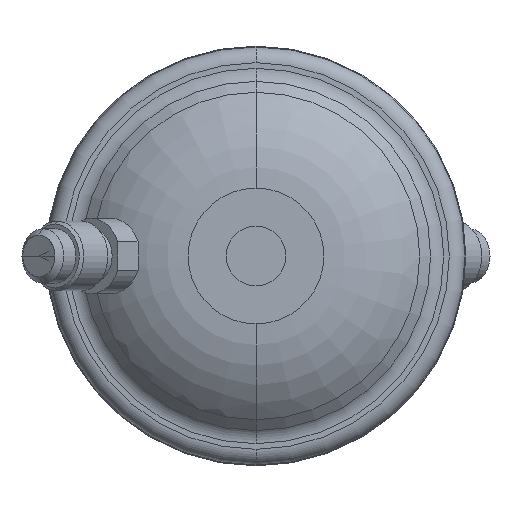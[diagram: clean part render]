
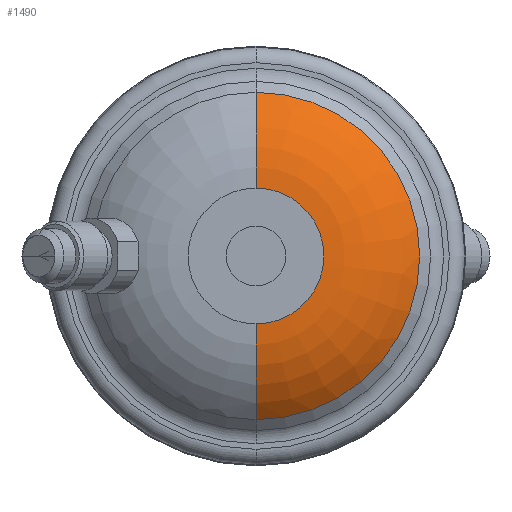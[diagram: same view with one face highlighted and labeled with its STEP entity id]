
A CAD part, left-side view. The second image highlights one B-rep face of the part: STEP entity #1490.
In plain terms, the highlighted toroidal (fillet/blend) face has major radius 10.84 mm and minor radius 22 mm.
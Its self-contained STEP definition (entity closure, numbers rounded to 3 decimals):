
#7 = DIRECTION ( 'NONE',  ( 0., 0., -1. ) ) ;
#55 = CARTESIAN_POINT ( 'NONE',  ( -32.825, 0., 0. ) ) ;
#197 = CARTESIAN_POINT ( 'NONE',  ( -17., 0., 0. ) ) ;
#260 = AXIS2_PLACEMENT_3D ( 'NONE', #197, #2407, #7 ) ;
#262 = VERTEX_POINT ( 'NONE', #417 ) ;
#338 = CIRCLE ( 'NONE', #2187, 26.123 ) ;
#416 = DIRECTION ( 'NONE',  ( 0., 0., -1. ) ) ;
#417 = CARTESIAN_POINT ( 'NONE',  ( -32.825, 0., -26.123 ) ) ;
#421 = CIRCLE ( 'NONE', #790, 10.84 ) ;
#472 = VERTEX_POINT ( 'NONE', #1631 ) ;
#510 = CARTESIAN_POINT ( 'NONE',  ( -39., 0., -10.84 ) ) ;
#605 = CARTESIAN_POINT ( 'NONE',  ( -17., 0., -10.84 ) ) ;
#757 = EDGE_CURVE ( 'NONE', #472, #2642, #2496, .T. ) ;
#790 = AXIS2_PLACEMENT_3D ( 'NONE', #1295, #1985, #1761 ) ;
#901 = ORIENTED_EDGE ( 'NONE', *, *, #1255, .T. ) ;
#1221 = CARTESIAN_POINT ( 'NONE',  ( -17., 0., 10.84 ) ) ;
#1222 = EDGE_LOOP ( 'NONE', ( #1916, #1430, #901, #2703 ) ) ;
#1255 = EDGE_CURVE ( 'NONE', #1929, #262, #1438, .T. ) ;
#1295 = CARTESIAN_POINT ( 'NONE',  ( -39., 0., 0. ) ) ;
#1384 = DIRECTION ( 'NONE',  ( 0., 0., -1. ) ) ;
#1430 = ORIENTED_EDGE ( 'NONE', *, *, #2320, .T. ) ;
#1438 = CIRCLE ( 'NONE', #1808, 22. ) ;
#1490 = ADVANCED_FACE ( 'NONE', ( #1810 ), #1652, .T. ) ;
#1495 = DIRECTION ( 'NONE',  ( 0., -1., 0. ) ) ;
#1631 = CARTESIAN_POINT ( 'NONE',  ( -39., 0., 10.84 ) ) ;
#1652 = TOROIDAL_SURFACE ( 'NONE', #260, 10.84, 22. ) ;
#1700 = DIRECTION ( 'NONE',  ( 0., 0., 1. ) ) ;
#1761 = DIRECTION ( 'NONE',  ( 0., 0., -1. ) ) ;
#1808 = AXIS2_PLACEMENT_3D ( 'NONE', #605, #1495, #416 ) ;
#1810 = FACE_OUTER_BOUND ( 'NONE', #1222, .T. ) ;
#1916 = ORIENTED_EDGE ( 'NONE', *, *, #757, .F. ) ;
#1929 = VERTEX_POINT ( 'NONE', #510 ) ;
#1985 = DIRECTION ( 'NONE',  ( 1., 0., 0. ) ) ;
#2187 = AXIS2_PLACEMENT_3D ( 'NONE', #55, #2713, #1384 ) ;
#2320 = EDGE_CURVE ( 'NONE', #472, #1929, #421, .T. ) ;
#2407 = DIRECTION ( 'NONE',  ( 1., 0., 0. ) ) ;
#2435 = CARTESIAN_POINT ( 'NONE',  ( -32.825, 0., 26.123 ) ) ;
#2496 = CIRCLE ( 'NONE', #2778, 22. ) ;
#2642 = VERTEX_POINT ( 'NONE', #2435 ) ;
#2703 = ORIENTED_EDGE ( 'NONE', *, *, #2845, .F. ) ;
#2713 = DIRECTION ( 'NONE',  ( 1., 0., 0. ) ) ;
#2778 = AXIS2_PLACEMENT_3D ( 'NONE', #1221, #2829, #1700 ) ;
#2829 = DIRECTION ( 'NONE',  ( 0., 1., 0. ) ) ;
#2845 = EDGE_CURVE ( 'NONE', #2642, #262, #338, .T. ) ;
